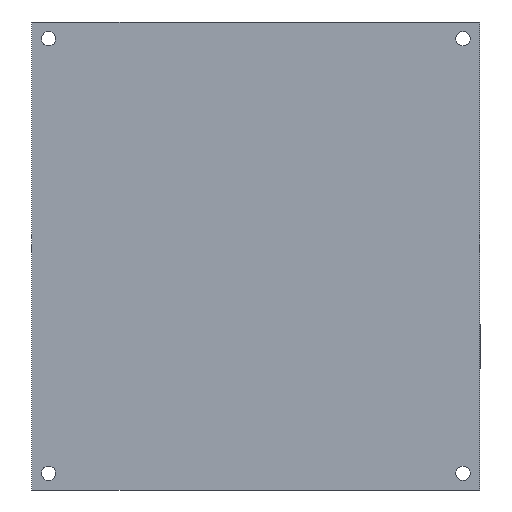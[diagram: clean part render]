
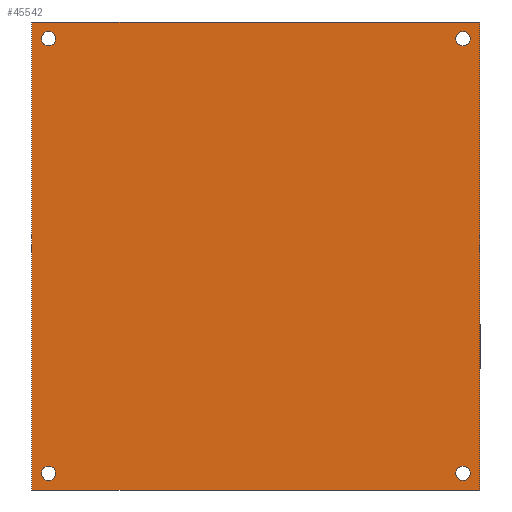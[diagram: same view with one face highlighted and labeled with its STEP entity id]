
A CAD part, front view. The second image highlights one B-rep face of the part: STEP entity #45542.
In plain terms, the highlighted planar face has unit normal (0, -1, 0).
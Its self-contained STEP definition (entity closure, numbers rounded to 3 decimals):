
#249=CIRCLE('',#47472,2.15);
#250=CIRCLE('',#47473,2.15);
#251=CIRCLE('',#47474,2.15);
#252=CIRCLE('',#47475,2.15);
#3104=ORIENTED_EDGE('',*,*,#12010,.F.);
#3105=ORIENTED_EDGE('',*,*,#12011,.F.);
#3106=ORIENTED_EDGE('',*,*,#12012,.F.);
#3107=ORIENTED_EDGE('',*,*,#12013,.F.);
#3108=ORIENTED_EDGE('',*,*,#12001,.F.);
#3109=ORIENTED_EDGE('',*,*,#12008,.F.);
#3110=ORIENTED_EDGE('',*,*,#12006,.F.);
#3111=ORIENTED_EDGE('',*,*,#12004,.F.);
#12001=EDGE_CURVE('',#16322,#16323,#19711,.T.);
#12004=EDGE_CURVE('',#16323,#16324,#19714,.T.);
#12006=EDGE_CURVE('',#16324,#16325,#19716,.T.);
#12008=EDGE_CURVE('',#16325,#16322,#19718,.T.);
#12010=EDGE_CURVE('',#16326,#16326,#249,.T.);
#12011=EDGE_CURVE('',#16327,#16327,#250,.T.);
#12012=EDGE_CURVE('',#16328,#16328,#251,.T.);
#12013=EDGE_CURVE('',#16329,#16329,#252,.T.);
#16322=VERTEX_POINT('',#62153);
#16323=VERTEX_POINT('',#62154);
#16324=VERTEX_POINT('',#62159);
#16325=VERTEX_POINT('',#62163);
#16326=VERTEX_POINT('',#62170);
#16327=VERTEX_POINT('',#62172);
#16328=VERTEX_POINT('',#62174);
#16329=VERTEX_POINT('',#62176);
#19711=LINE('',#62152,#24159);
#19714=LINE('',#62158,#24162);
#19716=LINE('',#62162,#24164);
#19718=LINE('',#62166,#24166);
#24159=VECTOR('',#52091,1000.);
#24162=VECTOR('',#52096,1000.);
#24164=VECTOR('',#52100,1000.);
#24166=VECTOR('',#52104,1000.);
#26994=EDGE_LOOP('',(#3104));
#26995=EDGE_LOOP('',(#3105));
#26996=EDGE_LOOP('',(#3106));
#26997=EDGE_LOOP('',(#3107));
#26998=EDGE_LOOP('',(#3108,#3109,#3110,#3111));
#29105=FACE_BOUND('',#26994,.T.);
#29106=FACE_BOUND('',#26995,.T.);
#29107=FACE_BOUND('',#26996,.T.);
#29108=FACE_BOUND('',#26997,.T.);
#29109=FACE_BOUND('',#26998,.T.);
#30966=PLANE('',#47471);
#45542=ADVANCED_FACE('',(#29105,#29106,#29107,#29108,#29109),#30966,.F.);
#47471=AXIS2_PLACEMENT_3D('',#62168,#52106,#52107);
#47472=AXIS2_PLACEMENT_3D('',#62169,#52108,#52109);
#47473=AXIS2_PLACEMENT_3D('',#62171,#52110,#52111);
#47474=AXIS2_PLACEMENT_3D('',#62173,#52112,#52113);
#47475=AXIS2_PLACEMENT_3D('',#62175,#52114,#52115);
#52091=DIRECTION('',(-1.,0.,0.));
#52096=DIRECTION('',(0.,0.,1.));
#52100=DIRECTION('',(1.,0.,0.));
#52104=DIRECTION('',(0.,0.,-1.));
#52106=DIRECTION('',(0.,1.,0.));
#52107=DIRECTION('',(0.,0.,1.));
#52108=DIRECTION('',(0.,-1.,0.));
#52109=DIRECTION('',(0.,0.,-1.));
#52110=DIRECTION('',(0.,-1.,0.));
#52111=DIRECTION('',(0.,0.,-1.));
#52112=DIRECTION('',(0.,-1.,0.));
#52113=DIRECTION('',(0.,0.,-1.));
#52114=DIRECTION('',(0.,-1.,0.));
#52115=DIRECTION('',(0.,0.,-1.));
#62152=CARTESIAN_POINT('',(67.,0.,-70.));
#62153=CARTESIAN_POINT('',(67.,0.,-70.));
#62154=CARTESIAN_POINT('',(-67.,0.,-70.));
#62158=CARTESIAN_POINT('',(-67.,0.,-70.));
#62159=CARTESIAN_POINT('',(-67.,0.,70.));
#62162=CARTESIAN_POINT('',(-67.,0.,70.));
#62163=CARTESIAN_POINT('',(67.,0.,70.));
#62166=CARTESIAN_POINT('',(67.,0.,70.));
#62168=CARTESIAN_POINT('',(0.,0.,0.));
#62169=CARTESIAN_POINT('',(-62.,0.,-65.));
#62170=CARTESIAN_POINT('',(-62.,0.,-67.15));
#62171=CARTESIAN_POINT('',(-62.,0.,65.));
#62172=CARTESIAN_POINT('',(-62.,0.,62.85));
#62173=CARTESIAN_POINT('',(62.,0.,-65.));
#62174=CARTESIAN_POINT('',(62.,0.,-67.15));
#62175=CARTESIAN_POINT('',(62.,0.,65.));
#62176=CARTESIAN_POINT('',(62.,0.,62.85));
